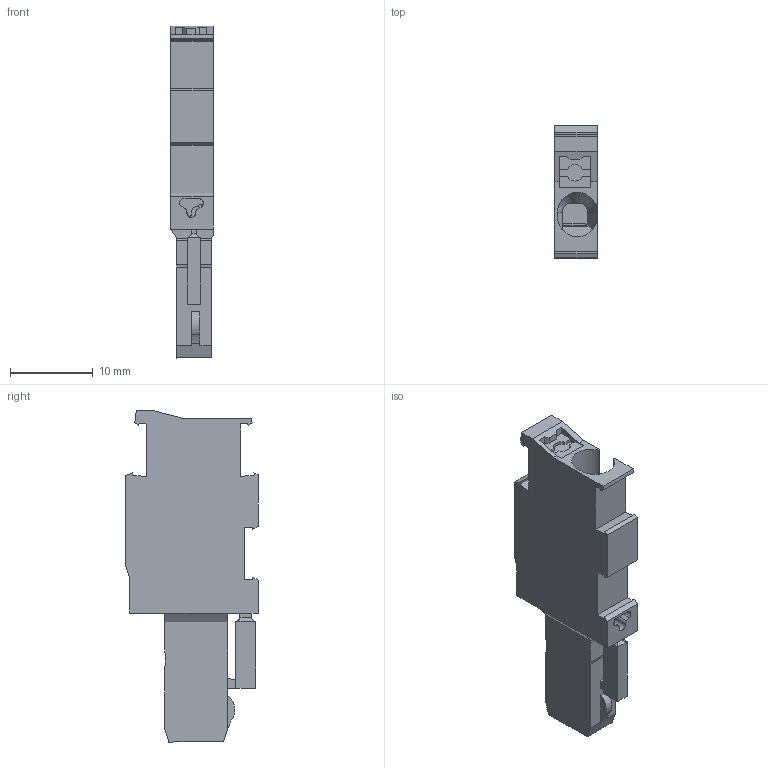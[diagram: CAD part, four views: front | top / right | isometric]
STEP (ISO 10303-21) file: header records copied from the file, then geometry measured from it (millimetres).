
FILE_DESCRIPTION(('Creo Elements/Direct Modeling STEP Export'),'2;1');
FILE_NAME('model.stp','2018-03-16T14:36:37',(''),(''),'Creo Elements/Direct Modeling STEP processor for AP214 (Solid Model)','Creo Elements/Direct Modeling 18.1I 14-Aug-2016 (C) Parametric Technology GmbH','');
FILE_SCHEMA(('AUTOMOTIVE_DESIGN { 1 0 10303 214 1 1 1 1 }'));
Length unit declared in the file: millimetre
Products named in the file (2): PP_H_2.5_1_GNYE-select
Assembly tree (1 placements, depth 2):
  PP_H_2.5_1_GNYE-select
    PP_H_2.5_1_GNYE-select
Bounding box: 5.15 x 16 x 40.17 mm (x, y, z)
Volume: 1877.7 mm3; surface area: 2058.8 mm2
Topology: 1 solids, 1 shells, 220 faces, 625 edges, 409 vertices
Faces by surface type: plane 160, cylinder 54, bspline 5, cone 1
Entity records: 12233 total; most frequent: CARTESIAN_POINT 4750, ORIENTED_EDGE 1250, DIRECTION 1107, EDGE_CURVE 625, VECTOR 491, LINE 491, VERTEX_POINT 409, AXIS2_PLACEMENT_3D 308
